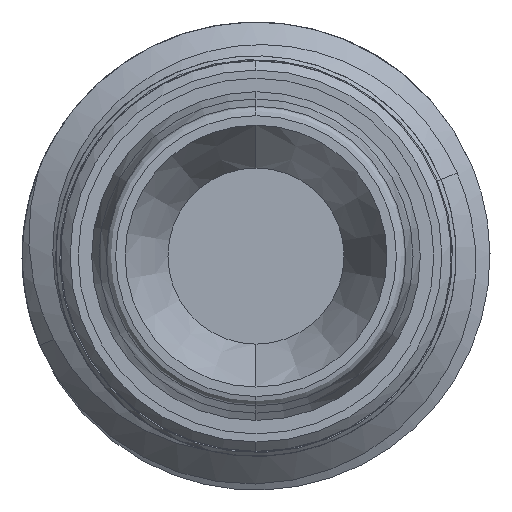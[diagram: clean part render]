
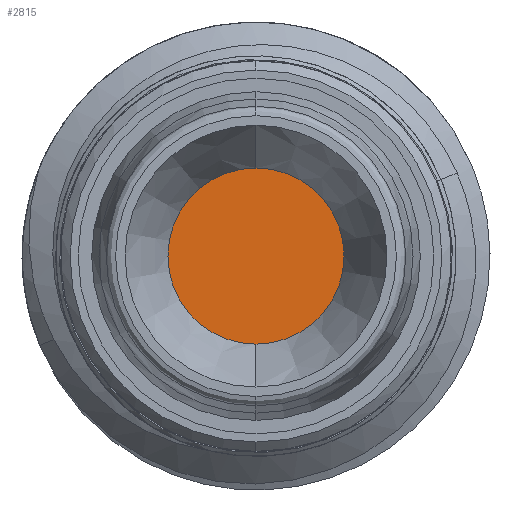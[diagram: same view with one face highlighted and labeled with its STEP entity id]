
A CAD part, left-side view. The second image highlights one B-rep face of the part: STEP entity #2815.
In plain terms, the highlighted face is planar.
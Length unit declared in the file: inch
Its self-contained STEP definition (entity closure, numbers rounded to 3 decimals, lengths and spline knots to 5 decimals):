
#42 = DIRECTION ( 'NONE',  ( -1., 0., 0. ) ) ;
#751 = PLANE ( 'NONE',  #5595 ) ;
#892 = ORIENTED_EDGE ( 'NONE', *, *, #2077, .F. ) ;
#1210 = AXIS2_PLACEMENT_3D ( 'NONE', #2775, #6034, #42 ) ;
#1470 = EDGE_LOOP ( 'NONE', ( #5069, #892 ) ) ;
#1578 = FACE_OUTER_BOUND ( 'NONE', #1470, .T. ) ;
#1755 = DIRECTION ( 'NONE',  ( 0., 0., -1. ) ) ;
#2074 = CARTESIAN_POINT ( 'NONE',  ( 0., 0.04704, -0.10322 ) ) ;
#2077 = EDGE_CURVE ( 'NONE', #2343, #4379, #3758, .T. ) ;
#2133 = DIRECTION ( 'NONE',  ( 0., 0., -1. ) ) ;
#2343 = VERTEX_POINT ( 'NONE', #2400 ) ;
#2400 = CARTESIAN_POINT ( 'NONE',  ( 0.04704, 0., -0.10322 ) ) ;
#2466 = CIRCLE ( 'NONE', #4601, 0.04704 ) ;
#2775 = CARTESIAN_POINT ( 'NONE',  ( 0., 0., -0.10322 ) ) ;
#2815 = ADVANCED_FACE ( 'NONE', ( #1578 ), #751, .F. ) ;
#3042 = CARTESIAN_POINT ( 'NONE',  ( -0.04704, 0., -0.10322 ) ) ;
#3758 = CIRCLE ( 'NONE', #1210, 0.04704 ) ;
#3910 = DIRECTION ( 'NONE',  ( -1., 0., 0. ) ) ;
#4379 = VERTEX_POINT ( 'NONE', #3042 ) ;
#4543 = DIRECTION ( 'NONE',  ( -1., 0., 0. ) ) ;
#4601 = AXIS2_PLACEMENT_3D ( 'NONE', #6008, #1755, #4543 ) ;
#5069 = ORIENTED_EDGE ( 'NONE', *, *, #5312, .F. ) ;
#5312 = EDGE_CURVE ( 'NONE', #4379, #2343, #2466, .T. ) ;
#5595 = AXIS2_PLACEMENT_3D ( 'NONE', #2074, #2133, #3910 ) ;
#6008 = CARTESIAN_POINT ( 'NONE',  ( 0., 0., -0.10322 ) ) ;
#6034 = DIRECTION ( 'NONE',  ( 0., 0., -1. ) ) ;
